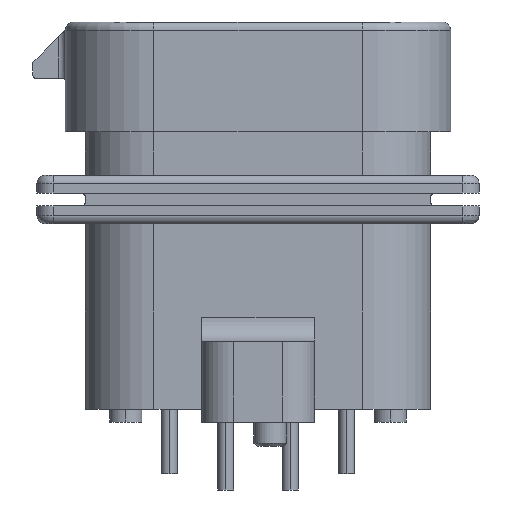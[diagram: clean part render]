
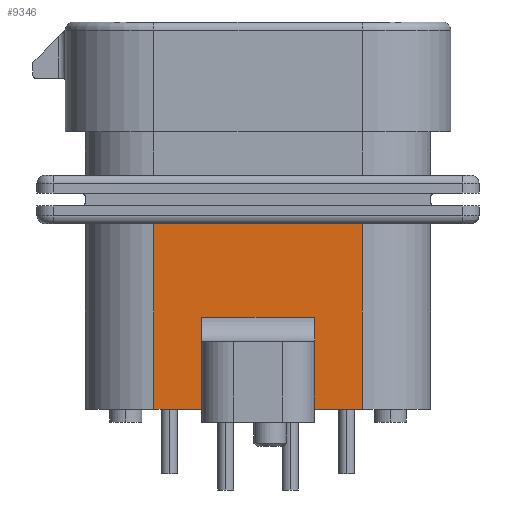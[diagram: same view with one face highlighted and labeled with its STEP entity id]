
A CAD part, left-side view. The second image highlights one B-rep face of the part: STEP entity #9346.
In plain terms, the highlighted planar face has unit normal (-1, 0, 0).
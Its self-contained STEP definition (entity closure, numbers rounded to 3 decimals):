
#1981=EDGE_CURVE('',#4242,#4239,#4243,.T.);
#1987=EDGE_CURVE('',#4249,#4250,#4251,.T.);
#1989=EDGE_CURVE('',#4253,#4250,#4254,.T.);
#1991=EDGE_CURVE('',#4256,#4253,#4257,.T.);
#1993=EDGE_CURVE('',#4256,#4242,#4259,.T.);
#1995=EDGE_CURVE('',#4261,#4239,#4262,.T.);
#1997=EDGE_CURVE('',#4261,#4264,#4265,.T.);
#1999=EDGE_CURVE('',#4249,#4264,#4267,.T.);
#4239=VERTEX_POINT('',#7482);
#4242=VERTEX_POINT('',#7486);
#4243=LINE('',#7487,#7488);
#4249=VERTEX_POINT('',#7498);
#4250=VERTEX_POINT('',#7499);
#4251=LINE('',#7500,#7501);
#4253=VERTEX_POINT('',#7504);
#4254=LINE('',#7505,#7506);
#4256=VERTEX_POINT('',#7509);
#4257=LINE('',#7510,#7511);
#4259=LINE('',#7514,#7515);
#4261=VERTEX_POINT('',#7518);
#4262=LINE('',#7519,#7520);
#4264=VERTEX_POINT('',#7523);
#4265=LINE('',#7524,#7525);
#4267=LINE('',#7528,#7529);
#7482=CARTESIAN_POINT('',(-16.25,6.45,-24.0));
#7486=CARTESIAN_POINT('',(-16.25,6.45,-12.5));
#7487=CARTESIAN_POINT('',(-16.25,6.45,-12.5));
#7488=VECTOR('',#10627,11.5);
#7498=CARTESIAN_POINT('',(-16.25,-3.5,-18.3));
#7499=CARTESIAN_POINT('',(-16.25,-3.5,-24.0));
#7500=CARTESIAN_POINT('',(-16.25,-3.5,-18.3));
#7501=VECTOR('',#10632,5.7);
#7504=CARTESIAN_POINT('',(-16.25,-6.45,-24.0));
#7505=CARTESIAN_POINT('',(-16.25,-6.45,-24.0));
#7506=VECTOR('',#10633,2.95);
#7509=CARTESIAN_POINT('',(-16.25,-6.45,-12.5));
#7510=CARTESIAN_POINT('',(-16.25,-6.45,-12.5));
#7511=VECTOR('',#10634,11.5);
#7514=CARTESIAN_POINT('',(-16.25,-6.45,-12.5));
#7515=VECTOR('',#10635,12.9);
#7518=CARTESIAN_POINT('',(-16.25,3.5,-24.0));
#7519=CARTESIAN_POINT('',(-16.25,3.5,-24.0));
#7520=VECTOR('',#10636,2.95);
#7523=CARTESIAN_POINT('',(-16.25,3.5,-18.3));
#7524=CARTESIAN_POINT('',(-16.25,3.5,-24.0));
#7525=VECTOR('',#10637,5.7);
#7528=CARTESIAN_POINT('',(-16.25,-3.5,-18.3));
#7529=VECTOR('',#10638,7.0);
#9346=ADVANCED_FACE('',(#11977),#11978,.T.);
#10627=DIRECTION('',(0.0,0.0,-1.0));
#10632=DIRECTION('',(0.0,0.0,-1.0));
#10633=DIRECTION('',(0.0,1.0,0.0));
#10634=DIRECTION('',(0.0,0.0,-1.0));
#10635=DIRECTION('',(0.0,1.0,0.0));
#10636=DIRECTION('',(0.0,1.0,0.0));
#10637=DIRECTION('',(0.0,0.0,1.0));
#10638=DIRECTION('',(0.0,1.0,0.0));
#11977=FACE_OUTER_BOUND('',#12902,.T.);
#11978=PLANE('',#12903);
#12902=EDGE_LOOP('',(#15012,#15013,#15014,#15015,#15016,#15017,#15018,#15019));
#12903=AXIS2_PLACEMENT_3D('',#15020,#15021,#15022);
#15012=ORIENTED_EDGE('',*,*,#1987,.T.);
#15013=ORIENTED_EDGE('',*,*,#1989,.F.);
#15014=ORIENTED_EDGE('',*,*,#1991,.F.);
#15015=ORIENTED_EDGE('',*,*,#1993,.T.);
#15016=ORIENTED_EDGE('',*,*,#1981,.T.);
#15017=ORIENTED_EDGE('',*,*,#1995,.F.);
#15018=ORIENTED_EDGE('',*,*,#1997,.T.);
#15019=ORIENTED_EDGE('',*,*,#1999,.F.);
#15020=CARTESIAN_POINT('',(-16.25,-6.45,-19.5));
#15021=DIRECTION('',(-1.0,0.0,0.0));
#15022=DIRECTION('',(0.0,0.0,1.0));
